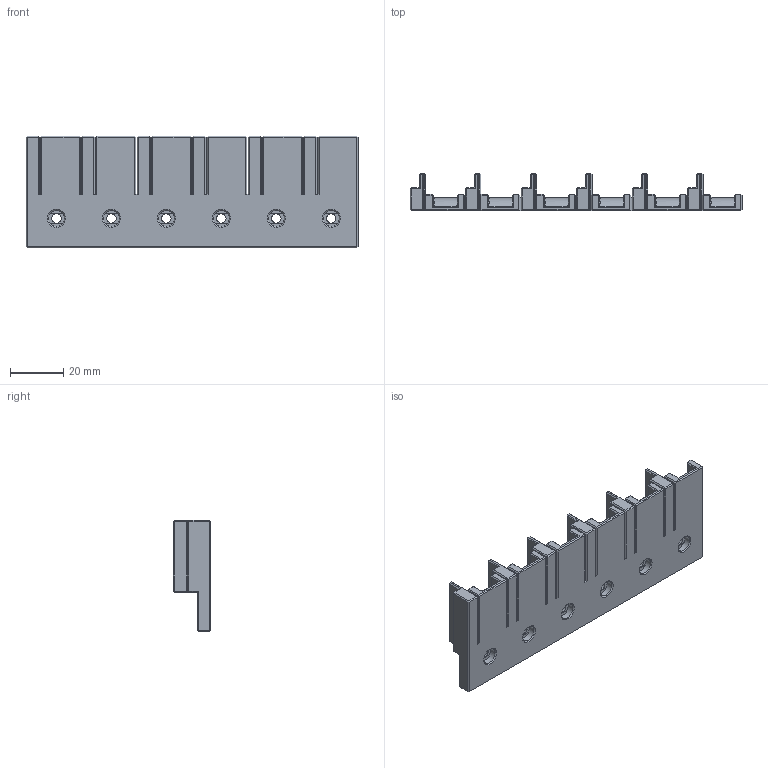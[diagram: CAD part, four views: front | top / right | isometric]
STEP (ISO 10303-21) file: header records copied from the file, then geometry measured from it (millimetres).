
FILE_DESCRIPTION(/* description */ (''),/* implementation_level */ '2;1');
FILE_NAME(/* name */ 'array-latch-6a.step',/* time_stamp */ '2023-05-07T20:44:50-04:00',/* author */ (''),/* organization */ (''),/* preprocessor_version */ 'ST-DEVELOPER v19.2',/* originating_system */ 'Autodesk Translation Framework v12.4.0.73',/* authorisation */ '');
FILE_SCHEMA (('AUTOMOTIVE_DESIGN { 1 0 10303 214 3 1 1 }'));
Length unit declared in the file: millimetre
Products named in the file (1): a
Bounding box: 124.4 x 14 x 41.8 mm (x, y, z)
Volume: 26086.6 mm3; surface area: 17780.6 mm2
Topology: 1 solids, 1 shells, 629 faces, 1431 edges, 805 vertices
Faces by surface type: plane 599, cylinder 18, cone 12
Full cylindrical faces by diameter (mm): 3.5 x6, 6 x6
Entity records: 16816 total; most frequent: CARTESIAN_POINT 2896, ORIENTED_EDGE 2862, DIRECTION 2769, EDGE_CURVE 1431, LINE 1329, VECTOR 1329, VERTEX_POINT 805, AXIS2_PLACEMENT_3D 720
